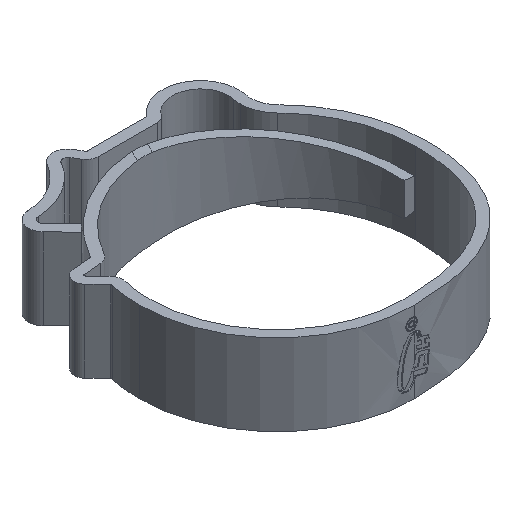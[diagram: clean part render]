
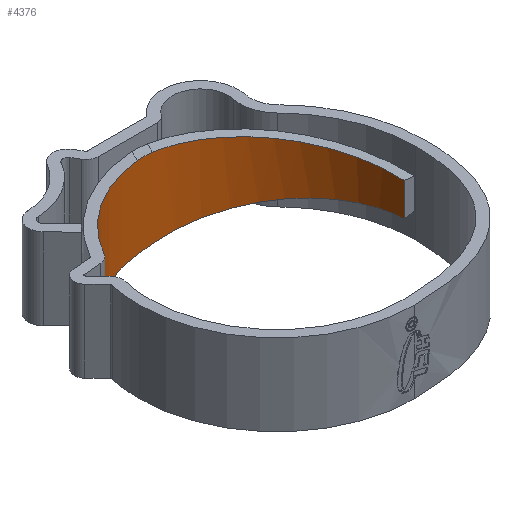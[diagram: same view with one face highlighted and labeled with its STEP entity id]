
A CAD part, isometric view. The second image highlights one B-rep face of the part: STEP entity #4376.
In plain terms, the highlighted cylindrical face has radius 12.5 mm (diameter 25 mm), a partial arc.
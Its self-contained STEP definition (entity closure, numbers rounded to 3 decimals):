
#2 = CIRCLE ( 'NONE', #7598, 12.5 ) ;
#45 = LINE ( 'NONE', #1860, #2067 ) ;
#73 = AXIS2_PLACEMENT_3D ( 'NONE', #4331, #6250, #3867 ) ;
#132 = CARTESIAN_POINT ( 'NONE',  ( 12.5, 0., 1.628 ) ) ;
#155 = DIRECTION ( 'NONE',  ( 1., 0., 0. ) ) ;
#449 = ORIENTED_EDGE ( 'NONE', *, *, #4583, .T. ) ;
#500 = CARTESIAN_POINT ( 'NONE',  ( -10.91, 6.101, -4. ) ) ;
#1015 = AXIS2_PLACEMENT_3D ( 'NONE', #2124, #4698, #7897 ) ;
#1278 = CARTESIAN_POINT ( 'NONE',  ( -1.282, 12.434, 4. ) ) ;
#1414 = VERTEX_POINT ( 'NONE', #5697 ) ;
#1763 = CARTESIAN_POINT ( 'NONE',  ( 0., 0., 4. ) ) ;
#1860 = CARTESIAN_POINT ( 'NONE',  ( 12.5, 0., 4. ) ) ;
#2067 = VECTOR ( 'NONE', #5783, 1000. ) ;
#2079 = B_SPLINE_CURVE_WITH_KNOTS ( 'NONE', 3,
 ( #7716, #4594, #7134, #1278 ),
 .UNSPECIFIED., .F., .F.,
 ( 4, 4 ),
 ( 0., 0.002 ),
 .UNSPECIFIED. ) ;
#2124 = CARTESIAN_POINT ( 'NONE',  ( 0., 0., 4. ) ) ;
#2169 = ORIENTED_EDGE ( 'NONE', *, *, #4653, .F. ) ;
#2392 = CARTESIAN_POINT ( 'NONE',  ( -1.282, 12.434, -4. ) ) ;
#2623 = EDGE_CURVE ( 'NONE', #7737, #1414, #2079, .T. ) ;
#2734 = CARTESIAN_POINT ( 'NONE',  ( -0.766, 12.487, -4. ) ) ;
#2822 = CARTESIAN_POINT ( 'NONE',  ( -1.282, 12.434, -4. ) ) ;
#3045 = B_SPLINE_CURVE_WITH_KNOTS ( 'NONE', 3,
 ( #2822, #2734, #4051, #4096 ),
 .UNSPECIFIED., .F., .F.,
 ( 4, 4 ),
 ( 0., 0.002 ),
 .UNSPECIFIED. ) ;
#3432 = ORIENTED_EDGE ( 'NONE', *, *, #4434, .T. ) ;
#3485 = ORIENTED_EDGE ( 'NONE', *, *, #6429, .T. ) ;
#3493 = ORIENTED_EDGE ( 'NONE', *, *, #4081, .T. ) ;
#3867 = DIRECTION ( 'NONE',  ( 1., 0., 0. ) ) ;
#3956 = LINE ( 'NONE', #5837, #5822 ) ;
#4051 = CARTESIAN_POINT ( 'NONE',  ( -0.251, 12.508, -3.97 ) ) ;
#4054 = EDGE_CURVE ( 'NONE', #6640, #4924, #7277, .T. ) ;
#4068 = CARTESIAN_POINT ( 'NONE',  ( -10.91, 6.101, 4. ) ) ;
#4081 = EDGE_CURVE ( 'NONE', #5604, #4924, #3956, .T. ) ;
#4084 = CARTESIAN_POINT ( 'NONE',  ( 0.263, 12.497, 3.904 ) ) ;
#4096 = CARTESIAN_POINT ( 'NONE',  ( 0.263, 12.497, -3.904 ) ) ;
#4157 =( BOUNDED_CURVE ( )  B_SPLINE_CURVE ( 3, ( #5496, #7489, #4983, #6277 ),
 .UNSPECIFIED., .F., .T. ) 
 B_SPLINE_CURVE_WITH_KNOTS ( ( 4, 4 ),
 ( 1.173, 2.722 ),
 .UNSPECIFIED. ) 
 CURVE ( )  GEOMETRIC_REPRESENTATION_ITEM ( )  RATIONAL_B_SPLINE_CURVE ( ( 1., 0.81, 0.81, 1. ) ) 
 REPRESENTATION_ITEM ( '' )  );
#4331 = CARTESIAN_POINT ( 'NONE',  ( 0., 0., -4. ) ) ;
#4376 = ADVANCED_FACE ( 'NONE', ( #7855 ), #5371, .F. ) ;
#4434 = EDGE_CURVE ( 'NONE', #5622, #8269, #4157, .T. ) ;
#4453 = DIRECTION ( 'NONE',  ( 0., 0., -1. ) ) ;
#4485 = CARTESIAN_POINT ( 'NONE',  ( 0.263, 12.497, 3.904 ) ) ;
#4583 = EDGE_CURVE ( 'NONE', #5552, #7737, #8098, .T. ) ;
#4594 = CARTESIAN_POINT ( 'NONE',  ( -0.251, 12.508, 3.97 ) ) ;
#4653 = EDGE_CURVE ( 'NONE', #5552, #8269, #45, .T. ) ;
#4698 = DIRECTION ( 'NONE',  ( 0., 0., -1. ) ) ;
#4924 = VERTEX_POINT ( 'NONE', #500 ) ;
#4983 = CARTESIAN_POINT ( 'NONE',  ( 12.5, 7.201, -2.038 ) ) ;
#5106 = CARTESIAN_POINT ( 'NONE',  ( 12.5, 0., 1.628 ) ) ;
#5371 = CYLINDRICAL_SURFACE ( 'NONE', #1015, 12.5 ) ;
#5496 = CARTESIAN_POINT ( 'NONE',  ( 0.263, 12.497, -3.904 ) ) ;
#5552 = VERTEX_POINT ( 'NONE', #132 ) ;
#5604 = VERTEX_POINT ( 'NONE', #4068 ) ;
#5622 = VERTEX_POINT ( 'NONE', #7230 ) ;
#5697 = CARTESIAN_POINT ( 'NONE',  ( -1.282, 12.434, 4. ) ) ;
#5783 = DIRECTION ( 'NONE',  ( 0., 0., -1. ) ) ;
#5822 = VECTOR ( 'NONE', #4453, 1000. ) ;
#5837 = CARTESIAN_POINT ( 'NONE',  ( -10.91, 6.101, 4. ) ) ;
#5896 = DIRECTION ( 'NONE',  ( 0., 0., 1. ) ) ;
#6202 = ORIENTED_EDGE ( 'NONE', *, *, #2623, .T. ) ;
#6250 = DIRECTION ( 'NONE',  ( 0., 0., 1. ) ) ;
#6277 = CARTESIAN_POINT ( 'NONE',  ( 12.5, 0., -1.628 ) ) ;
#6313 = CARTESIAN_POINT ( 'NONE',  ( 12.5, 0., -1.628 ) ) ;
#6352 = EDGE_LOOP ( 'NONE', ( #8235, #8168, #3432, #2169, #449, #6202, #3485, #3493 ) ) ;
#6357 = CARTESIAN_POINT ( 'NONE',  ( 7.462, 12.346, 2.975 ) ) ;
#6429 = EDGE_CURVE ( 'NONE', #1414, #5604, #2, .T. ) ;
#6640 = VERTEX_POINT ( 'NONE', #2392 ) ;
#7065 = CARTESIAN_POINT ( 'NONE',  ( 12.5, 7.201, 2.038 ) ) ;
#7134 = CARTESIAN_POINT ( 'NONE',  ( -0.766, 12.487, 4. ) ) ;
#7224 = EDGE_CURVE ( 'NONE', #6640, #5622, #3045, .T. ) ;
#7230 = CARTESIAN_POINT ( 'NONE',  ( 0.263, 12.497, -3.904 ) ) ;
#7277 = CIRCLE ( 'NONE', #73, 12.5 ) ;
#7489 = CARTESIAN_POINT ( 'NONE',  ( 7.462, 12.346, -2.975 ) ) ;
#7598 = AXIS2_PLACEMENT_3D ( 'NONE', #1763, #5896, #155 ) ;
#7716 = CARTESIAN_POINT ( 'NONE',  ( 0.263, 12.497, 3.904 ) ) ;
#7737 = VERTEX_POINT ( 'NONE', #4084 ) ;
#7855 = FACE_OUTER_BOUND ( 'NONE', #6352, .T. ) ;
#7897 = DIRECTION ( 'NONE',  ( -1., 0., 0. ) ) ;
#8098 =( BOUNDED_CURVE ( )  B_SPLINE_CURVE ( 3, ( #5106, #7065, #6357, #4485 ),
 .UNSPECIFIED., .F., .T. ) 
 B_SPLINE_CURVE_WITH_KNOTS ( ( 4, 4 ),
 ( 0.419, 1.969 ),
 .UNSPECIFIED. ) 
 CURVE ( )  GEOMETRIC_REPRESENTATION_ITEM ( )  RATIONAL_B_SPLINE_CURVE ( ( 1., 0.81, 0.81, 1. ) ) 
 REPRESENTATION_ITEM ( '' )  );
#8168 = ORIENTED_EDGE ( 'NONE', *, *, #7224, .T. ) ;
#8235 = ORIENTED_EDGE ( 'NONE', *, *, #4054, .F. ) ;
#8269 = VERTEX_POINT ( 'NONE', #6313 ) ;
